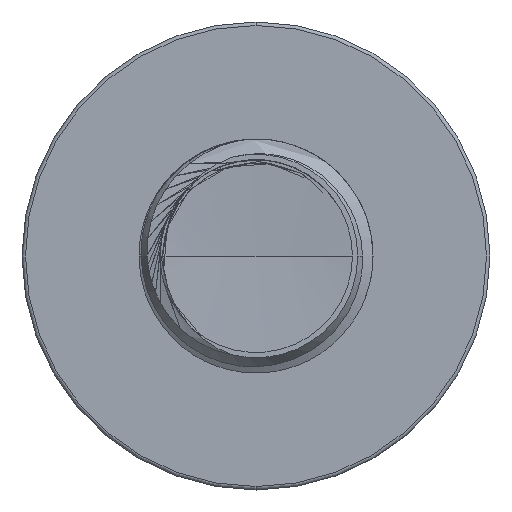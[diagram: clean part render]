
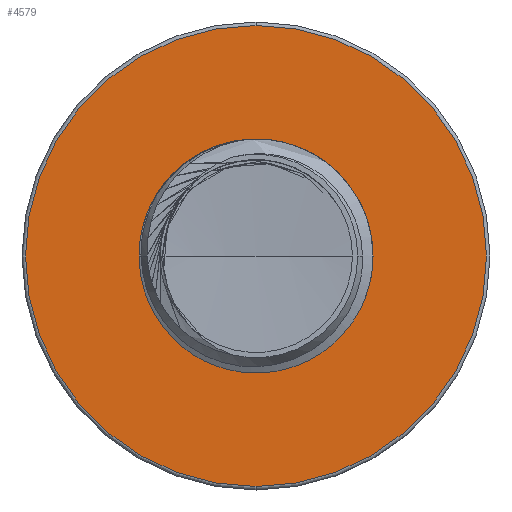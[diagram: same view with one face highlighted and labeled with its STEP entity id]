
A CAD part, front view. The second image highlights one B-rep face of the part: STEP entity #4579.
In plain terms, the highlighted planar face has unit normal (0, -1, 0).
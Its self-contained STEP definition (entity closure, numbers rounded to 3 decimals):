
#796 = FACE_BOUND ( 'NONE', #1457, .T. ) ;
#1457 = EDGE_LOOP ( 'NONE', ( #23049, #12068 ) ) ;
#2664 = EDGE_CURVE ( 'NONE', #31118, #11864, #4714, .T. ) ;
#2896 = DIRECTION ( 'NONE',  ( 0., 0., -1. ) ) ;
#2953 = DIRECTION ( 'NONE',  ( 0., -1., 0. ) ) ;
#3252 = CARTESIAN_POINT ( 'NONE',  ( 0., 32.5, 2.923 ) ) ;
#3330 = PLANE ( 'NONE',  #38720 ) ;
#3965 = CIRCLE ( 'NONE', #24930, 2.923 ) ;
#4579 = ADVANCED_FACE ( 'NONE', ( #8669, #796 ), #3330, .T. ) ;
#4714 = CIRCLE ( 'NONE', #19832, 5.91 ) ;
#6250 = CARTESIAN_POINT ( 'NONE',  ( 0., 32.5, 2.923 ) ) ;
#6794 = EDGE_CURVE ( 'NONE', #11864, #31118, #20332, .T. ) ;
#8669 = FACE_OUTER_BOUND ( 'NONE', #13888, .T. ) ;
#9281 = CIRCLE ( 'NONE', #22396, 2.923 ) ;
#9825 = ORIENTED_EDGE ( 'NONE', *, *, #2664, .T. ) ;
#9923 = ORIENTED_EDGE ( 'NONE', *, *, #6794, .T. ) ;
#11864 = VERTEX_POINT ( 'NONE', #26889 ) ;
#12068 = ORIENTED_EDGE ( 'NONE', *, *, #39826, .F. ) ;
#13888 = EDGE_LOOP ( 'NONE', ( #9825, #9923 ) ) ;
#18095 = DIRECTION ( 'NONE',  ( 0., -1., 0. ) ) ;
#19413 = CARTESIAN_POINT ( 'NONE',  ( 0., 32.5, 0. ) ) ;
#19832 = AXIS2_PLACEMENT_3D ( 'NONE', #28578, #28541, #28534 ) ;
#20332 = CIRCLE ( 'NONE', #23344, 5.91 ) ;
#22168 = EDGE_CURVE ( 'NONE', #23829, #34232, #3965, .T. ) ;
#22396 = AXIS2_PLACEMENT_3D ( 'NONE', #19413, #40125, #22877 ) ;
#22877 = DIRECTION ( 'NONE',  ( 0., 0., -1. ) ) ;
#23049 = ORIENTED_EDGE ( 'NONE', *, *, #22168, .F. ) ;
#23344 = AXIS2_PLACEMENT_3D ( 'NONE', #28858, #28851, #28807 ) ;
#23829 = VERTEX_POINT ( 'NONE', #35211 ) ;
#24930 = AXIS2_PLACEMENT_3D ( 'NONE', #37143, #18095, #39319 ) ;
#26889 = CARTESIAN_POINT ( 'NONE',  ( 0., 32.5, 5.91 ) ) ;
#28534 = DIRECTION ( 'NONE',  ( 0., 0., -1. ) ) ;
#28541 = DIRECTION ( 'NONE',  ( 0., -1., 0. ) ) ;
#28578 = CARTESIAN_POINT ( 'NONE',  ( 0., 32.5, 0. ) ) ;
#28807 = DIRECTION ( 'NONE',  ( 0., 0., -1. ) ) ;
#28851 = DIRECTION ( 'NONE',  ( 0., -1., 0. ) ) ;
#28858 = CARTESIAN_POINT ( 'NONE',  ( 0., 32.5, 0. ) ) ;
#31118 = VERTEX_POINT ( 'NONE', #38879 ) ;
#34232 = VERTEX_POINT ( 'NONE', #6250 ) ;
#35211 = CARTESIAN_POINT ( 'NONE',  ( 0., 32.5, -2.923 ) ) ;
#37143 = CARTESIAN_POINT ( 'NONE',  ( 0., 32.5, 0. ) ) ;
#38720 = AXIS2_PLACEMENT_3D ( 'NONE', #3252, #2953, #2896 ) ;
#38879 = CARTESIAN_POINT ( 'NONE',  ( 0., 32.5, -5.91 ) ) ;
#39319 = DIRECTION ( 'NONE',  ( 0., 0., -1. ) ) ;
#39826 = EDGE_CURVE ( 'NONE', #34232, #23829, #9281, .T. ) ;
#40125 = DIRECTION ( 'NONE',  ( 0., -1., 0. ) ) ;
